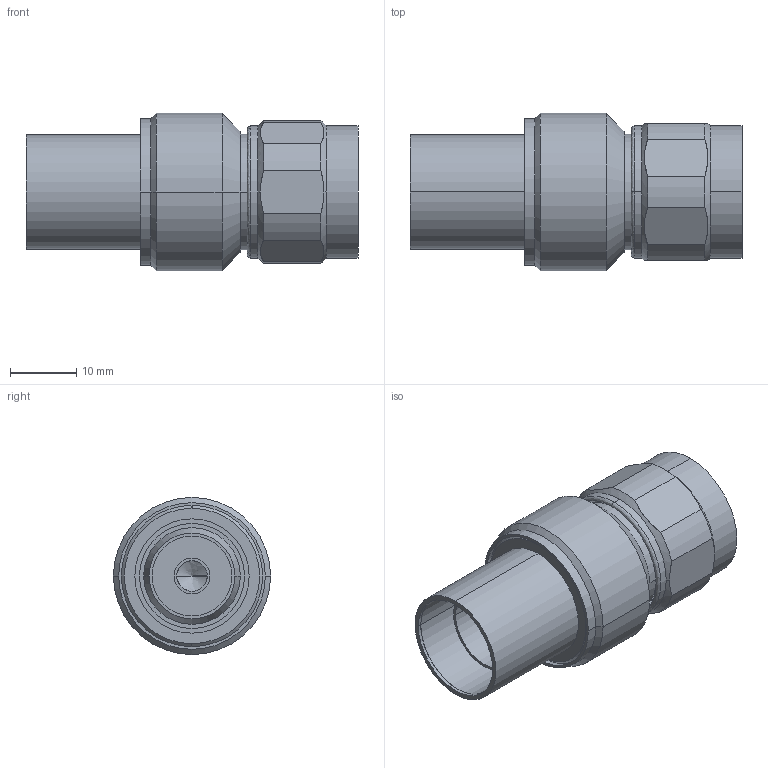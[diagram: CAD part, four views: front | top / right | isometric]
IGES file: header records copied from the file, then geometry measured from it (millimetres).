
Start section:  PTC IGES file: 82-5993_REV-B.igs
Global section: file name: 82-5993_REV-B.igs; native system: Pro/ENGINEER by Parametric Technology Corporation; preprocessor: 2008010; author: mbalaji; organization: Unknown; date: 20090903.140202; units: millimetre
Bounding box: 50.08 x 23.7 x 23.7 mm (x, y, z)
Surface area: 7184.9 mm2 (no closed solid volume)
Topology: 0 solids, 0 shells, 96 faces, 468 edges, 464 vertices
Faces by surface type: revolution 73, bspline 23
